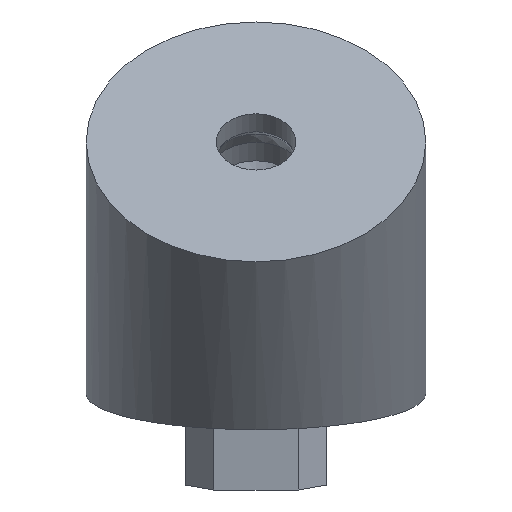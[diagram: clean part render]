
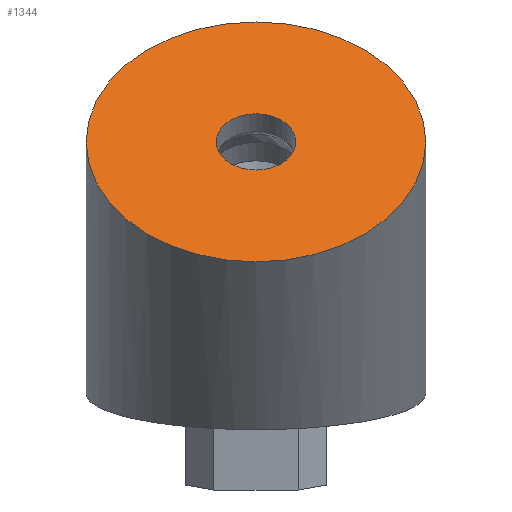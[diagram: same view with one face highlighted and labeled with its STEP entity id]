
A CAD part, top view. The second image highlights one B-rep face of the part: STEP entity #1344.
In plain terms, the highlighted planar face has unit normal (0, 0.707, 0.707).
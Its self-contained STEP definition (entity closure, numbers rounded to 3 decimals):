
#36=FACE_BOUND('',#248,.T.);
#75=PLANE('',#1433);
#172=FACE_OUTER_BOUND('',#247,.T.);
#247=EDGE_LOOP('',(#972));
#248=EDGE_LOOP('',(#973));
#487=CIRCLE('',#1434,14.707);
#488=CIRCLE('',#1435,3.45);
#577=VERTEX_POINT('',#2097);
#578=VERTEX_POINT('',#2099);
#731=EDGE_CURVE('',#577,#577,#487,.T.);
#732=EDGE_CURVE('',#578,#578,#488,.T.);
#972=ORIENTED_EDGE('',*,*,#731,.T.);
#973=ORIENTED_EDGE('',*,*,#732,.F.);
#1344=ADVANCED_FACE('',(#172,#36),#75,.T.);
#1433=AXIS2_PLACEMENT_3D('',#2096,#1616,#1617);
#1434=AXIS2_PLACEMENT_3D('',#2098,#1618,#1619);
#1435=AXIS2_PLACEMENT_3D('',#2100,#1620,#1621);
#1616=DIRECTION('center_axis',(0.,0.707,0.707));
#1617=DIRECTION('ref_axis',(1.,0.,0.));
#1618=DIRECTION('center_axis',(0.,0.707,0.707));
#1619=DIRECTION('ref_axis',(0.,0.707,-0.707));
#1620=DIRECTION('center_axis',(0.,0.707,0.707));
#1621=DIRECTION('ref_axis',(0.,0.707,-0.707));
#2096=CARTESIAN_POINT('Origin',(0.,21.784,21.784));
#2097=CARTESIAN_POINT('',(0.,11.384,32.183));
#2098=CARTESIAN_POINT('Origin',(0.,21.784,
21.784));
#2099=CARTESIAN_POINT('',(0.,19.344,24.223));
#2100=CARTESIAN_POINT('Origin',(0.,21.784,21.784));
